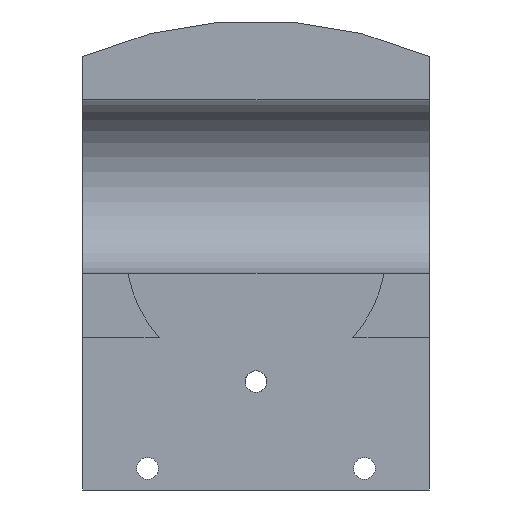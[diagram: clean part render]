
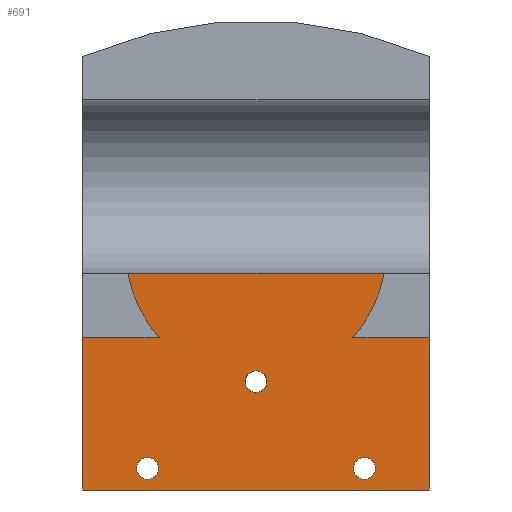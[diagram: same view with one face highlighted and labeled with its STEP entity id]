
A CAD part, left-side view. The second image highlights one B-rep face of the part: STEP entity #691.
In plain terms, the highlighted planar face has unit normal (-1, 0, 0).
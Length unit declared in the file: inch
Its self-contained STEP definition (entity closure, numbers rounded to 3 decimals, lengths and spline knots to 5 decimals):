
#36=FACE_BOUND('',#129,.T.);
#37=FACE_BOUND('',#130,.T.);
#38=FACE_BOUND('',#131,.T.);
#62=PLANE('',#764);
#91=FACE_OUTER_BOUND('',#128,.T.);
#128=EDGE_LOOP('',(#579,#580,#581,#582,#583,#584,#585,#586));
#129=EDGE_LOOP('',(#587));
#130=EDGE_LOOP('',(#588));
#131=EDGE_LOOP('',(#589));
#152=CIRCLE('',#727,0.75);
#153=CIRCLE('',#729,0.75);
#159=CIRCLE('',#765,0.0625);
#160=CIRCLE('',#766,0.0625);
#161=CIRCLE('',#767,0.0625);
#173=LINE('',#1001,#236);
#182=LINE('',#1067,#245);
#186=LINE('',#1077,#249);
#216=LINE('',#1228,#279);
#217=LINE('',#1231,#280);
#218=LINE('',#1232,#281);
#236=VECTOR('',#802,0.3937);
#245=VECTOR('',#825,0.3937);
#249=VECTOR('',#833,0.3937);
#279=VECTOR('',#931,0.3937);
#280=VECTOR('',#934,0.3937);
#281=VECTOR('',#935,0.3937);
#300=VERTEX_POINT('',#998);
#301=VERTEX_POINT('',#1000);
#313=VERTEX_POINT('',#1064);
#314=VERTEX_POINT('',#1065);
#315=VERTEX_POINT('',#1070);
#316=VERTEX_POINT('',#1071);
#318=VERTEX_POINT('',#1075);
#348=VERTEX_POINT('',#1230);
#349=VERTEX_POINT('',#1233);
#350=VERTEX_POINT('',#1235);
#351=VERTEX_POINT('',#1237);
#367=EDGE_CURVE('',#300,#301,#173,.T.);
#381=EDGE_CURVE('',#313,#314,#152,.T.);
#382=EDGE_CURVE('',#314,#300,#182,.T.);
#384=EDGE_CURVE('',#315,#316,#153,.T.);
#387=EDGE_CURVE('',#318,#315,#186,.T.);
#438=EDGE_CURVE('',#313,#316,#216,.T.);
#439=EDGE_CURVE('',#348,#318,#217,.T.);
#440=EDGE_CURVE('',#301,#348,#218,.T.);
#441=EDGE_CURVE('',#349,#349,#159,.T.);
#442=EDGE_CURVE('',#350,#350,#160,.T.);
#443=EDGE_CURVE('',#351,#351,#161,.T.);
#579=ORIENTED_EDGE('',*,*,#387,.F.);
#580=ORIENTED_EDGE('',*,*,#439,.F.);
#581=ORIENTED_EDGE('',*,*,#440,.F.);
#582=ORIENTED_EDGE('',*,*,#367,.F.);
#583=ORIENTED_EDGE('',*,*,#382,.F.);
#584=ORIENTED_EDGE('',*,*,#381,.F.);
#585=ORIENTED_EDGE('',*,*,#438,.T.);
#586=ORIENTED_EDGE('',*,*,#384,.F.);
#587=ORIENTED_EDGE('',*,*,#441,.F.);
#588=ORIENTED_EDGE('',*,*,#442,.F.);
#589=ORIENTED_EDGE('',*,*,#443,.F.);
#691=ADVANCED_FACE('',(#91,#36,#37,#38),#62,.F.);
#727=AXIS2_PLACEMENT_3D('',#1066,#823,#824);
#729=AXIS2_PLACEMENT_3D('',#1072,#829,#830);
#764=AXIS2_PLACEMENT_3D('',#1229,#932,#933);
#765=AXIS2_PLACEMENT_3D('',#1234,#936,#937);
#766=AXIS2_PLACEMENT_3D('',#1236,#938,#939);
#767=AXIS2_PLACEMENT_3D('',#1238,#940,#941);
#802=DIRECTION('',(0.,0.,-1.));
#823=DIRECTION('center_axis',(1.,0.,0.));
#824=DIRECTION('ref_axis',(0.,0.745,-0.667));
#825=DIRECTION('',(0.,-1.,0.));
#829=DIRECTION('center_axis',(1.,0.,0.));
#830=DIRECTION('ref_axis',(0.,0.745,-0.667));
#833=DIRECTION('',(0.,-1.,0.));
#931=DIRECTION('',(0.,1.,0.));
#932=DIRECTION('center_axis',(1.,0.,0.));
#933=DIRECTION('ref_axis',(0.,1.,0.));
#934=DIRECTION('',(0.,0.,1.));
#935=DIRECTION('',(0.,1.,0.));
#936=DIRECTION('center_axis',(-1.,0.,0.));
#937=DIRECTION('ref_axis',(0.,1.,0.));
#938=DIRECTION('center_axis',(-1.,0.,0.));
#939=DIRECTION('ref_axis',(0.,1.,0.));
#940=DIRECTION('center_axis',(-1.,0.,0.));
#941=DIRECTION('ref_axis',(0.,1.,0.));
#998=CARTESIAN_POINT('',(0.,0.,0.88));
#1000=CARTESIAN_POINT('',(0.,0.,0.));
#1001=CARTESIAN_POINT('',(0.,0.,0.88));
#1064=CARTESIAN_POINT('',(0.,0.26135,1.25));
#1065=CARTESIAN_POINT('',(0.,0.44098,0.88));
#1066=CARTESIAN_POINT('Origin',(0.,1.,1.38));
#1067=CARTESIAN_POINT('',(0.,1.,0.88));
#1070=CARTESIAN_POINT('',(0.,1.55902,0.88));
#1071=CARTESIAN_POINT('',(0.,1.73865,1.25));
#1072=CARTESIAN_POINT('Origin',(0.,1.,1.38));
#1075=CARTESIAN_POINT('',(0.,2.,0.88));
#1077=CARTESIAN_POINT('',(0.,2.,0.88));
#1228=CARTESIAN_POINT('',(0.,1.5,1.25));
#1229=CARTESIAN_POINT('Origin',(0.,1.,1.065));
#1230=CARTESIAN_POINT('',(0.,2.,0.));
#1231=CARTESIAN_POINT('',(0.,2.,0.));
#1232=CARTESIAN_POINT('',(0.,0.,0.));
#1233=CARTESIAN_POINT('',(0.,1.5625,0.125));
#1234=CARTESIAN_POINT('Origin',(0.,1.625,0.125));
#1235=CARTESIAN_POINT('',(0.,0.3125,0.125));
#1236=CARTESIAN_POINT('Origin',(0.,0.375,0.125));
#1237=CARTESIAN_POINT('',(0.,0.9375,0.625));
#1238=CARTESIAN_POINT('Origin',(0.,1.,0.625));
